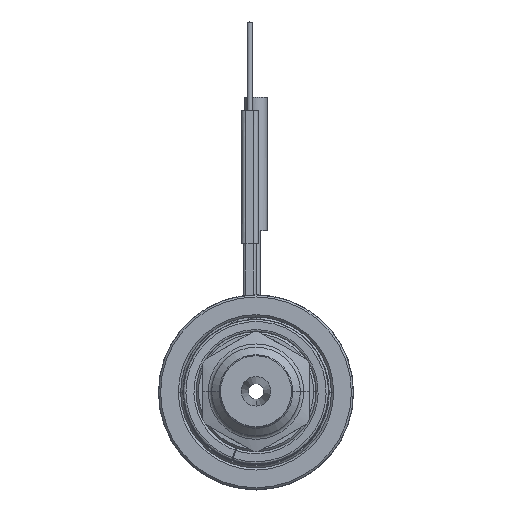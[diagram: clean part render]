
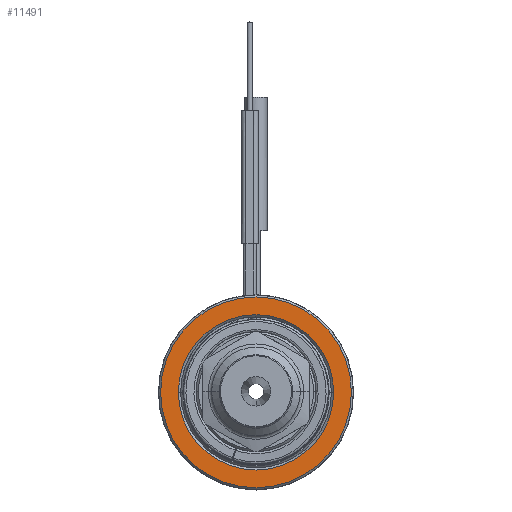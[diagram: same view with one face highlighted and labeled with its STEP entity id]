
A CAD part, top view. The second image highlights one B-rep face of the part: STEP entity #11491.
In plain terms, the highlighted planar face has unit normal (0, 0, 1).
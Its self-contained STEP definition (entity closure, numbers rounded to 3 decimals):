
#3208=CARTESIAN_POINT('',(0.,0.,40.));
#3209=DIRECTION('',(0.,0.,-1.));
#3210=DIRECTION('',(-1.,0.,0.));
#3211=AXIS2_PLACEMENT_3D('',#3208,#3209,#3210);
#3222=CARTESIAN_POINT('',(0.,0.,
40.));
#3223=DIRECTION('',(0.,0.,-1.));
#3224=DIRECTION('',(1.,0.,0.));
#3225=AXIS2_PLACEMENT_3D('',#3222,#3223,#3224);
#3236=CARTESIAN_POINT('',(0.,0.,
40.));
#3237=DIRECTION('',(0.,0.,-1.));
#3238=DIRECTION('',(1.,0.,0.));
#3239=AXIS2_PLACEMENT_3D('',#3236,#3237,#3238);
#3250=CARTESIAN_POINT('',(0.,0.,
40.));
#3251=DIRECTION('',(0.,0.,-1.));
#3252=DIRECTION('',(-1.,0.,0.));
#3253=AXIS2_PLACEMENT_3D('',#3250,#3251,#3252);
#6445=CARTESIAN_POINT('',(21.5,0.,40.));
#6446=CARTESIAN_POINT('',(-21.5,0.,40.));
#6447=VERTEX_POINT('',#6445);
#6448=VERTEX_POINT('',#6446);
#6449=CARTESIAN_POINT('',(17.5,0.,40.));
#6450=CARTESIAN_POINT('',(-17.5,0.,40.));
#6451=VERTEX_POINT('',#6449);
#6452=VERTEX_POINT('',#6450);
#11476=CARTESIAN_POINT('',(0.,0.,40.));
#11477=DIRECTION('',(0.,0.,1.));
#11478=DIRECTION('',(-1.,0.,0.));
#11479=AXIS2_PLACEMENT_3D('',#11476,#11477,#11478);
#11480=PLANE('',#11479);
#11481=ORIENTED_EDGE('',*,*,#11458,.T.);
#11482=ORIENTED_EDGE('',*,*,#11443,.T.);
#11483=EDGE_LOOP('',(#11481,#11482));
#11484=FACE_OUTER_BOUND('',#11483,.F.);
#11486=ORIENTED_EDGE('',*,*,#11485,.F.);
#11488=ORIENTED_EDGE('',*,*,#11487,.F.);
#11489=EDGE_LOOP('',(#11486,#11488));
#11490=FACE_BOUND('',#11489,.F.);
#3212=CIRCLE('',#3211,21.5);
#3226=CIRCLE('',#3225,21.5);
#3240=CIRCLE('',#3239,17.5);
#3254=CIRCLE('',#3253,17.5);
#11443=EDGE_CURVE('',#6448,#6447,#3212,.T.);
#11458=EDGE_CURVE('',#6447,#6448,#3226,.T.);
#11485=EDGE_CURVE('',#6451,#6452,#3240,.T.);
#11487=EDGE_CURVE('',#6452,#6451,#3254,.T.);
#11491=ADVANCED_FACE('',(#11484,#11490),#11480,.T.);
